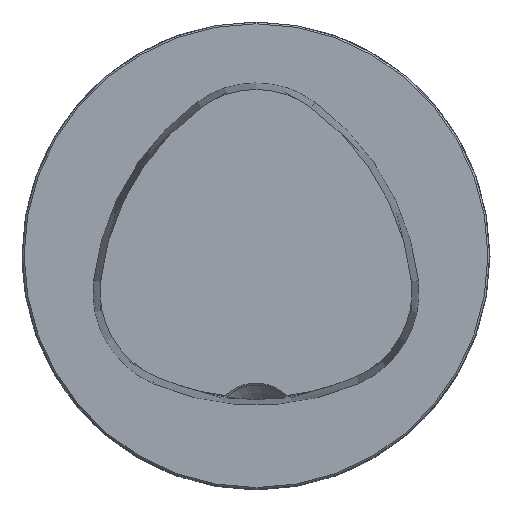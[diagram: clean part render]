
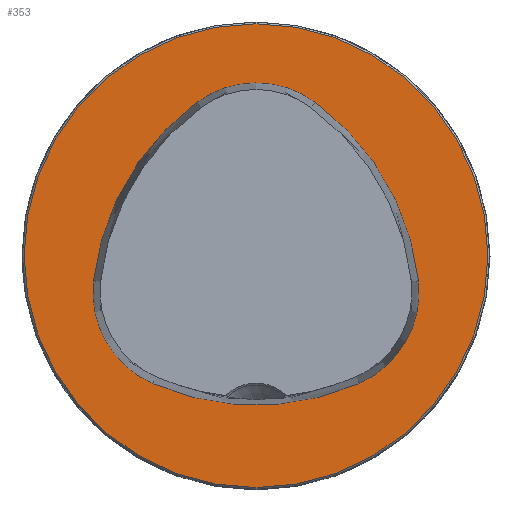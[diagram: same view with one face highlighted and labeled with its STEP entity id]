
A CAD part, top view. The second image highlights one B-rep face of the part: STEP entity #353.
In plain terms, the highlighted planar face has unit normal (0, 0, 1).
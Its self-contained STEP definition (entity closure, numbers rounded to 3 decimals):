
#174=CIRCLE('',#2503,44.075);
#176=CIRCLE('',#2506,44.075);
#177=CIRCLE('',#2507,17.075);
#178=CIRCLE('',#2508,44.075);
#179=CIRCLE('',#2509,17.075);
#180=CIRCLE('',#2510,17.075);
#181=CIRCLE('',#2511,39.7);
#227=FACE_BOUND('',#679,.T.);
#228=FACE_BOUND('',#680,.T.);
#353=ADVANCED_FACE('CU_FL_N1_SU_1',(#227,#228),#480,.T.);
#480=PLANE('',#2512);
#679=EDGE_LOOP('',(#971,#972,#973,#974,#975,#976));
#680=EDGE_LOOP('',(#977));
#971=ORIENTED_EDGE('',*,*,#1855,.F.);
#972=ORIENTED_EDGE('',*,*,#1856,.F.);
#973=ORIENTED_EDGE('',*,*,#1857,.F.);
#974=ORIENTED_EDGE('',*,*,#1858,.F.);
#975=ORIENTED_EDGE('',*,*,#1852,.F.);
#976=ORIENTED_EDGE('',*,*,#1859,.F.);
#977=ORIENTED_EDGE('',*,*,#1860,.T.);
#1624=VERTEX_POINT('',#3935);
#1625=VERTEX_POINT('',#3937);
#1627=VERTEX_POINT('',#3943);
#1628=VERTEX_POINT('',#3944);
#1629=VERTEX_POINT('',#3946);
#1630=VERTEX_POINT('',#3948);
#1631=VERTEX_POINT('',#3952);
#1852=EDGE_CURVE('',#1624,#1625,#174,.T.);
#1855=EDGE_CURVE('',#1627,#1628,#176,.T.);
#1856=EDGE_CURVE('',#1629,#1627,#177,.T.);
#1857=EDGE_CURVE('',#1630,#1629,#178,.T.);
#1858=EDGE_CURVE('',#1625,#1630,#179,.T.);
#1859=EDGE_CURVE('',#1628,#1624,#180,.T.);
#1860=EDGE_CURVE('',#1631,#1631,#181,.T.);
#2503=AXIS2_PLACEMENT_3D('',#3936,#2788,#2789);
#2506=AXIS2_PLACEMENT_3D('',#3942,#2795,#2796);
#2507=AXIS2_PLACEMENT_3D('',#3945,#2797,#2798);
#2508=AXIS2_PLACEMENT_3D('',#3947,#2799,#2800);
#2509=AXIS2_PLACEMENT_3D('',#3949,#2801,#2802);
#2510=AXIS2_PLACEMENT_3D('',#3950,#2803,#2804);
#2511=AXIS2_PLACEMENT_3D('',#3951,#2805,#2806);
#2512=AXIS2_PLACEMENT_3D('',#3953,#2807,#2808);
#2788=DIRECTION('',(0.,0.,1.));
#2789=DIRECTION('',(1.,0.,0.));
#2795=DIRECTION('',(0.,0.,1.));
#2796=DIRECTION('',(1.,0.,0.));
#2797=DIRECTION('',(0.,0.,1.));
#2798=DIRECTION('',(1.,0.,0.));
#2799=DIRECTION('',(0.,0.,1.));
#2800=DIRECTION('',(1.,0.,0.));
#2801=DIRECTION('',(0.,0.,1.));
#2802=DIRECTION('',(1.,0.,0.));
#2803=DIRECTION('',(0.,0.,1.));
#2804=DIRECTION('',(1.,0.,0.));
#2805=DIRECTION('',(0.,0.,1.));
#2806=DIRECTION('',(1.,0.,0.));
#2807=DIRECTION('',(0.,0.,1.));
#2808=DIRECTION('',(1.,0.,0.));
#3935=CARTESIAN_POINT('',(-17.691,-21.869,0.));
#3936=CARTESIAN_POINT('',(0.,18.5,0.));
#3937=CARTESIAN_POINT('',(17.691,-21.869,0.));
#3942=CARTESIAN_POINT('',(15.993,-9.254,0.));
#3943=CARTESIAN_POINT('',(-10.114,26.257,0.));
#3944=CARTESIAN_POINT('',(-27.805,-4.317,0.));
#3945=CARTESIAN_POINT('',(0.,12.5,0.));
#3946=CARTESIAN_POINT('',(10.114,26.257,0.));
#3947=CARTESIAN_POINT('',(-15.993,-9.254,0.));
#3948=CARTESIAN_POINT('',(27.805,-4.317,0.));
#3949=CARTESIAN_POINT('',(10.837,-6.23,0.));
#3950=CARTESIAN_POINT('',(-10.837,-6.23,0.));
#3951=CARTESIAN_POINT('',(0.,0.,0.));
#3952=CARTESIAN_POINT('',(39.7,0.,0.));
#3953=CARTESIAN_POINT('',(0.,0.,0.));
